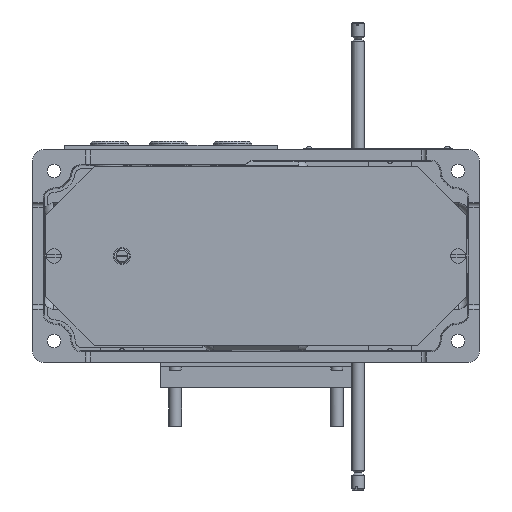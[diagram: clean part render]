
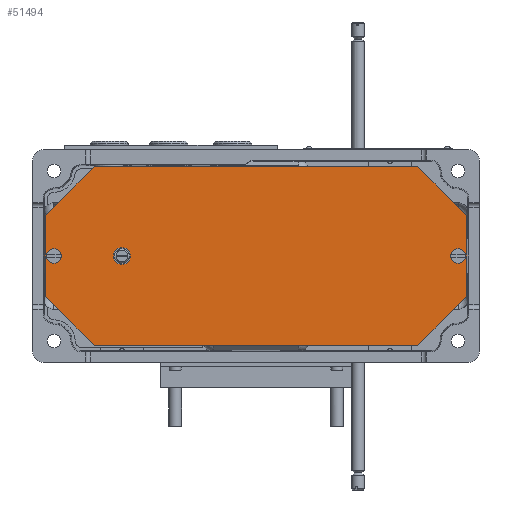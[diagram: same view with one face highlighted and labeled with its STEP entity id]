
A CAD part, front view. The second image highlights one B-rep face of the part: STEP entity #51494.
In plain terms, the highlighted planar face has unit normal (0, -1, 0).
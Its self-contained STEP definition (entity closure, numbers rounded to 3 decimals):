
#23 = VERTEX_POINT ( 'NONE', #50860 ) ;
#818 = EDGE_CURVE ( 'NONE', #11872, #14221, #47558, .T. ) ;
#4039 = DIRECTION ( 'NONE',  ( 0., 0., 1. ) ) ;
#4604 = CARTESIAN_POINT ( 'NONE',  ( 99., 3., 19. ) ) ;
#5539 = DIRECTION ( 'NONE',  ( 0., 1., 0. ) ) ;
#5583 = EDGE_CURVE ( 'NONE', #47980, #21165, #42557, .T. ) ;
#5739 = EDGE_LOOP ( 'NONE', ( #12117 ) ) ;
#6047 = CARTESIAN_POINT ( 'NONE',  ( 76., 3., -42. ) ) ;
#9057 = ORIENTED_EDGE ( 'NONE', *, *, #53583, .T. ) ;
#9578 = ORIENTED_EDGE ( 'NONE', *, *, #818, .F. ) ;
#9627 = ORIENTED_EDGE ( 'NONE', *, *, #27944, .F. ) ;
#10385 = ORIENTED_EDGE ( 'NONE', *, *, #25794, .F. ) ;
#10514 = ORIENTED_EDGE ( 'NONE', *, *, #35005, .F. ) ;
#10577 = ORIENTED_EDGE ( 'NONE', *, *, #5583, .F. ) ;
#11382 = ORIENTED_EDGE ( 'NONE', *, *, #37844, .F. ) ;
#11474 = CARTESIAN_POINT ( 'NONE',  ( 76., 3., 42. ) ) ;
#11872 = VERTEX_POINT ( 'NONE', #50642 ) ;
#11899 = ORIENTED_EDGE ( 'NONE', *, *, #36075, .F. ) ;
#12016 = ORIENTED_EDGE ( 'NONE', *, *, #27239, .F. ) ;
#12079 = CARTESIAN_POINT ( 'NONE',  ( -95., 3., 2.15 ) ) ;
#12117 = ORIENTED_EDGE ( 'NONE', *, *, #20964, .T. ) ;
#12518 = DIRECTION ( 'NONE',  ( 0., 0., -1. ) ) ;
#12789 = ORIENTED_EDGE ( 'NONE', *, *, #21763, .T. ) ;
#13740 = LINE ( 'NONE', #49801, #14524 ) ;
#14221 = VERTEX_POINT ( 'NONE', #22327 ) ;
#14524 = VECTOR ( 'NONE', #54460, 1000. ) ;
#14894 = EDGE_LOOP ( 'NONE', ( #9057 ) ) ;
#15754 = VECTOR ( 'NONE', #41950, 1000. ) ;
#16324 = LINE ( 'NONE', #37318, #15754 ) ;
#16624 = CARTESIAN_POINT ( 'NONE',  ( -95., 3., 0. ) ) ;
#16688 = CARTESIAN_POINT ( 'NONE',  ( -99., 3., 19. ) ) ;
#17523 = VERTEX_POINT ( 'NONE', #6047 ) ;
#20886 = CIRCLE ( 'NONE', #44542, 2.15 ) ;
#20964 = EDGE_CURVE ( 'NONE', #46561, #46561, #29839, .T. ) ;
#21165 = VERTEX_POINT ( 'NONE', #4604 ) ;
#21264 = DIRECTION ( 'NONE',  ( 0., 0., 1. ) ) ;
#21327 = DIRECTION ( 'NONE',  ( 0.707, 0., 0.707 ) ) ;
#21344 = CARTESIAN_POINT ( 'NONE',  ( 95., 3., 2.15 ) ) ;
#21559 = CARTESIAN_POINT ( 'NONE',  ( 0., 3., -118. ) ) ;
#21763 = EDGE_CURVE ( 'NONE', #45987, #45987, #20886, .T. ) ;
#22327 = CARTESIAN_POINT ( 'NONE',  ( -99., 3., -19. ) ) ;
#22443 = VERTEX_POINT ( 'NONE', #53291 ) ;
#23073 = VECTOR ( 'NONE', #4039, 1000. ) ;
#23606 = LINE ( 'NONE', #40969, #23073 ) ;
#24837 = VECTOR ( 'NONE', #33947, 1000. ) ;
#24933 = LINE ( 'NONE', #29222, #24837 ) ;
#25287 = DIRECTION ( 'NONE',  ( 0., 1., 0. ) ) ;
#25329 = VERTEX_POINT ( 'NONE', #38363 ) ;
#25794 = EDGE_CURVE ( 'NONE', #48937, #17523, #36727, .T. ) ;
#27239 = EDGE_CURVE ( 'NONE', #14221, #23, #23606, .T. ) ;
#27944 = EDGE_CURVE ( 'NONE', #17523, #11872, #16324, .T. ) ;
#29222 = CARTESIAN_POINT ( 'NONE',  ( 99., 3., -19. ) ) ;
#29839 = CIRCLE ( 'NONE', #44894, 2.15 ) ;
#33379 = CARTESIAN_POINT ( 'NONE',  ( 95., 3., 0. ) ) ;
#33947 = DIRECTION ( 'NONE',  ( 0., 0., -1. ) ) ;
#35005 = EDGE_CURVE ( 'NONE', #21165, #48937, #24933, .T. ) ;
#35364 = CARTESIAN_POINT ( 'NONE',  ( -99., 3., -19. ) ) ;
#35454 = VECTOR ( 'NONE', #50528, 1000. ) ;
#35514 = DIRECTION ( 'NONE',  ( -0.707, 0., 0.707 ) ) ;
#35583 = PLANE ( 'NONE',  #53026 ) ;
#36075 = EDGE_CURVE ( 'NONE', #23, #22443, #58681, .T. ) ;
#36727 = LINE ( 'NONE', #45888, #35454 ) ;
#37318 = CARTESIAN_POINT ( 'NONE',  ( -76., 3., -42. ) ) ;
#37844 = EDGE_CURVE ( 'NONE', #22443, #47980, #13740, .T. ) ;
#38025 = DIRECTION ( 'NONE',  ( 0., 0., 1. ) ) ;
#38081 = CIRCLE ( 'NONE', #48168, 4. ) ;
#38363 = CARTESIAN_POINT ( 'NONE',  ( -63., 3., 4. ) ) ;
#39433 = EDGE_LOOP ( 'NONE', ( #9578, #9627, #10385, #10514, #10577, #11382, #11899, #12016 ) ) ;
#40233 = DIRECTION ( 'NONE',  ( 0., -1., 0. ) ) ;
#40969 = CARTESIAN_POINT ( 'NONE',  ( -99., 3., -19. ) ) ;
#41950 = DIRECTION ( 'NONE',  ( -1., 0., 0. ) ) ;
#42341 = VECTOR ( 'NONE', #58186, 1000. ) ;
#42557 = LINE ( 'NONE', #57934, #42341 ) ;
#44542 = AXIS2_PLACEMENT_3D ( 'NONE', #33379, #5539, #38025 ) ;
#44894 = AXIS2_PLACEMENT_3D ( 'NONE', #16624, #49032, #21264 ) ;
#45888 = CARTESIAN_POINT ( 'NONE',  ( 76., 3., -42. ) ) ;
#45987 = VERTEX_POINT ( 'NONE', #21344 ) ;
#46561 = VERTEX_POINT ( 'NONE', #12079 ) ;
#47558 = LINE ( 'NONE', #35364, #56751 ) ;
#47980 = VERTEX_POINT ( 'NONE', #11474 ) ;
#48168 = AXIS2_PLACEMENT_3D ( 'NONE', #53086, #25287, #57709 ) ;
#48937 = VERTEX_POINT ( 'NONE', #60002 ) ;
#49032 = DIRECTION ( 'NONE',  ( 0., 1., 0. ) ) ;
#49410 = FACE_OUTER_BOUND ( 'NONE', #39433, .T. ) ;
#49467 = FACE_BOUND ( 'NONE', #5739, .T. ) ;
#49587 = FACE_BOUND ( 'NONE', #14894, .T. ) ;
#49684 = FACE_BOUND ( 'NONE', #51822, .T. ) ;
#49801 = CARTESIAN_POINT ( 'NONE',  ( -76., 3., 42. ) ) ;
#50528 = DIRECTION ( 'NONE',  ( -0.707, 0., -0.707 ) ) ;
#50642 = CARTESIAN_POINT ( 'NONE',  ( -76., 3., -42. ) ) ;
#50860 = CARTESIAN_POINT ( 'NONE',  ( -99., 3., 19. ) ) ;
#51494 = ADVANCED_FACE ( 'NONE', ( #49587, #49410, #49467, #49684 ), #35583, .T. ) ;
#51822 = EDGE_LOOP ( 'NONE', ( #12789 ) ) ;
#53026 = AXIS2_PLACEMENT_3D ( 'NONE', #21559, #40233, #12518 ) ;
#53086 = CARTESIAN_POINT ( 'NONE',  ( -63., 3., 0. ) ) ;
#53291 = CARTESIAN_POINT ( 'NONE',  ( -76., 3., 42. ) ) ;
#53583 = EDGE_CURVE ( 'NONE', #25329, #25329, #38081, .T. ) ;
#54460 = DIRECTION ( 'NONE',  ( 1., 0., 0. ) ) ;
#56751 = VECTOR ( 'NONE', #35514, 1000. ) ;
#57709 = DIRECTION ( 'NONE',  ( 0., 0., 1. ) ) ;
#57934 = CARTESIAN_POINT ( 'NONE',  ( 76., 3., 42. ) ) ;
#58186 = DIRECTION ( 'NONE',  ( 0.707, 0., -0.707 ) ) ;
#58681 = LINE ( 'NONE', #16688, #59344 ) ;
#59344 = VECTOR ( 'NONE', #21327, 1000. ) ;
#60002 = CARTESIAN_POINT ( 'NONE',  ( 99., 3., -19. ) ) ;
